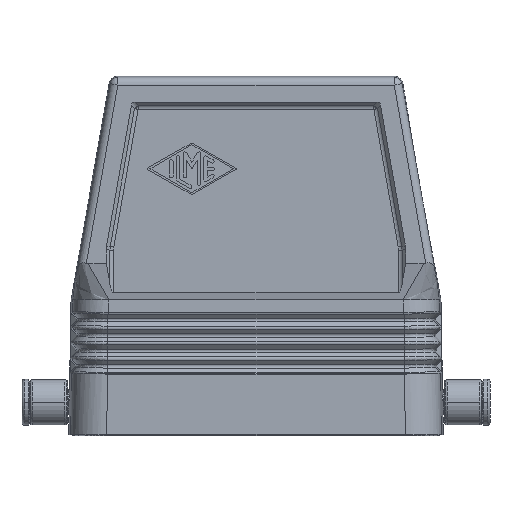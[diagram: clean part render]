
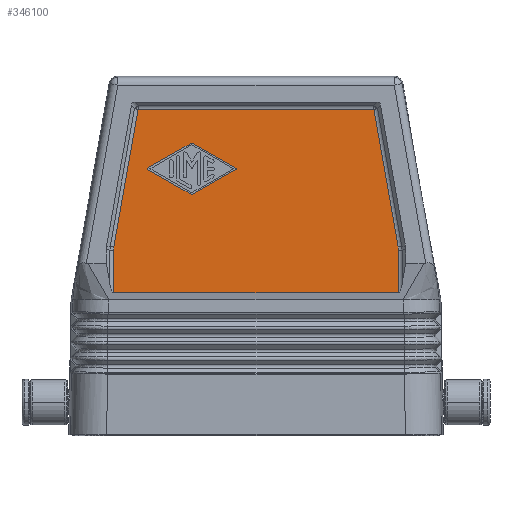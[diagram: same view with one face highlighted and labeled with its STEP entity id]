
A CAD part, left-side view. The second image highlights one B-rep face of the part: STEP entity #346100.
In plain terms, the highlighted planar face has unit normal (-1, 0, 0).
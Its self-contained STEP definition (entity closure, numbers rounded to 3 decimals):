
#344450=CARTESIAN_POINT('',(74.12,54.827,
50.993));
#344460=DIRECTION('',(1.,0.,0.));
#344470=DIRECTION('',(0.,1.,0.));
#344480=AXIS2_PLACEMENT_3D('',#344450,#344460,#344470);
#344490=PLANE('',#344480);
#344500=CARTESIAN_POINT('',(74.12,55.165,
34.229));
#344510=DIRECTION('',(0.,0.,1.));
#344520=VECTOR('',#344510,1.);
#344530=LINE('',#344500,#344520);
#344540=CARTESIAN_POINT('',(74.12,55.165,
27.871));
#344550=VERTEX_POINT('',#344540);
#344560=CARTESIAN_POINT('',(74.12,55.165,
36.155));
#344570=VERTEX_POINT('',#344560);
#344580=EDGE_CURVE('',#344550,#344570,#344530,.T.);
#344590=ORIENTED_EDGE('',*,*,#344580,.F.);
#344600=CARTESIAN_POINT('',(74.12,55.165,
36.155));
#344610=CARTESIAN_POINT('',(74.12,55.165,
36.178));
#344620=CARTESIAN_POINT('',(74.12,55.165,
36.201));
#344630=CARTESIAN_POINT('',(74.12,55.164,
36.233));
#344640=CARTESIAN_POINT('',(74.12,55.164,
36.243));
#344650=CARTESIAN_POINT('',(74.12,55.162,
36.322));
#344660=CARTESIAN_POINT('',(74.12,55.158,
36.392));
#344670=CARTESIAN_POINT('',(74.12,55.152,
36.463));
#344680=CARTESIAN_POINT('',(74.12,55.145,
36.535));
#344690=CARTESIAN_POINT('',(74.12,55.137,
36.607));
#344700=CARTESIAN_POINT('',(74.12,55.125,
36.686));
#344710=CARTESIAN_POINT('',(74.12,55.124,
36.693));
#344720=CARTESIAN_POINT('',(74.12,55.119,
36.723));
#344730=CARTESIAN_POINT('',(74.12,55.115,
36.745));
#344740=CARTESIAN_POINT('',(74.12,55.111,
36.768));
#344750=B_SPLINE_CURVE_WITH_KNOTS('',3,(#344600,#344610,#344620,#344630,
#344640,#344650,#344660,#344670,#344680,#344690,#344700,#344710,#344720,
#344730,#344740),.UNSPECIFIED.,.F.,.F.,(4,2,2,3,2,2,4),(0.,
0.077,0.107,0.339,0.579
,0.602,0.678),.UNSPECIFIED.);
#344760=CARTESIAN_POINT('',(74.12,55.111,
36.768));
#344770=VERTEX_POINT('',#344760);
#344780=EDGE_CURVE('',#344570,#344770,#344750,.T.);
#344790=ORIENTED_EDGE('',*,*,#344780,.F.);
#344800=CARTESIAN_POINT('',(74.12,55.559,
34.229));
#344810=DIRECTION('',(0.,-0.174,0.985));
#344820=VECTOR('',#344810,1.);
#344830=LINE('',#344800,#344820);
#344840=CARTESIAN_POINT('',(74.12,50.387,
63.586));
#344850=VERTEX_POINT('',#344840);
#344860=EDGE_CURVE('',#344770,#344850,#344830,.T.);
#344870=ORIENTED_EDGE('',*,*,#344860,.F.);
#344880=CARTESIAN_POINT('',(74.12,25.163,
63.586));
#344890=DIRECTION('',(0.,1.,0.));
#344900=VECTOR('',#344890,1.);
#344910=LINE('',#344880,#344900);
#344920=CARTESIAN_POINT('',(74.12,4.434,
63.586));
#344930=VERTEX_POINT('',#344920);
#344940=EDGE_CURVE('',#344930,#344850,#344910,.T.);
#344950=ORIENTED_EDGE('',*,*,#344940,.T.);
#344960=CARTESIAN_POINT('',(74.12,-0.738,
34.229));
#344970=DIRECTION('',(0.,0.174,0.985));
#344980=VECTOR('',#344970,1.);
#344990=LINE('',#344960,#344980);
#345000=CARTESIAN_POINT('',(74.12,-0.291,
36.762));
#345010=VERTEX_POINT('',#345000);
#345020=EDGE_CURVE('',#345010,#344930,#344990,.T.);
#345030=ORIENTED_EDGE('',*,*,#345020,.T.);
#345040=CARTESIAN_POINT('',(74.12,-0.291,
36.762));
#345050=CARTESIAN_POINT('',(74.12,-0.295,
36.74));
#345060=CARTESIAN_POINT('',(74.12,-0.299,
36.717));
#345070=CARTESIAN_POINT('',(74.12,-0.304,
36.685));
#345080=CARTESIAN_POINT('',(74.12,-0.306,
36.675));
#345090=CARTESIAN_POINT('',(74.12,-0.317,
36.597));
#345100=CARTESIAN_POINT('',(74.12,-0.325,
36.527));
#345110=CARTESIAN_POINT('',(74.12,-0.332,
36.457));
#345120=CARTESIAN_POINT('',(74.12,-0.338,
36.384));
#345130=CARTESIAN_POINT('',(74.12,-0.342,
36.312));
#345140=CARTESIAN_POINT('',(74.12,-0.344,
36.232));
#345150=CARTESIAN_POINT('',(74.12,-0.344,
36.225));
#345160=CARTESIAN_POINT('',(74.12,-0.345,
36.195));
#345170=CARTESIAN_POINT('',(74.12,-0.345,
36.172));
#345180=CARTESIAN_POINT('',(74.12,-0.345,
36.149));
#345190=B_SPLINE_CURVE_WITH_KNOTS('',3,(#345040,#345050,#345060,#345070,
#345080,#345090,#345100,#345110,#345120,#345130,#345140,#345150,#345160,
#345170,#345180),.UNSPECIFIED.,.F.,.F.,(4,2,2,3,2,2,4),(0.,
0.077,0.107,0.339,0.579
,0.602,0.678),.UNSPECIFIED.);
#345200=CARTESIAN_POINT('',(74.12,-0.345,
36.149));
#345210=VERTEX_POINT('',#345200);
#345220=EDGE_CURVE('',#345010,#345210,#345190,.T.);
#345230=ORIENTED_EDGE('',*,*,#345220,.F.);
#345240=CARTESIAN_POINT('',(74.12,-0.345,
34.229));
#345250=DIRECTION('',(0.,0.,1.));
#345260=VECTOR('',#345250,1.);
#345270=LINE('',#345240,#345260);
#345280=CARTESIAN_POINT('',(74.12,-0.345,
27.871));
#345290=VERTEX_POINT('',#345280);
#345300=EDGE_CURVE('',#345290,#345210,#345270,.T.);
#345310=ORIENTED_EDGE('',*,*,#345300,.T.);
#345320=CARTESIAN_POINT('',(74.12,25.163,
27.871));
#345330=DIRECTION('',(0.,1.,0.));
#345340=VECTOR('',#345330,1.);
#345350=LINE('',#345320,#345340);
#345360=EDGE_CURVE('',#345290,#344550,#345350,.T.);
#345370=ORIENTED_EDGE('',*,*,#345360,.F.);
#345380=EDGE_LOOP('',(#345370,#345310,#345230,#345030,#344950,#344870,
#344790,#344590));
#345390=FACE_OUTER_BOUND('',#345380,.T.);
#345400=CARTESIAN_POINT('',(74.12,31.407,52.));
#345410=DIRECTION('',(-1.,0.,0.));
#345420=DIRECTION('',(0.,-1.,0.));
#345430=AXIS2_PLACEMENT_3D('',#345400,#345410,#345420);
#345440=CIRCLE('',#345430,0.167);
#345450=CARTESIAN_POINT('',(74.12,31.324,
51.855));
#345460=VERTEX_POINT('',#345450);
#345470=CARTESIAN_POINT('',(74.12,31.324,
52.145));
#345480=VERTEX_POINT('',#345470);
#345490=EDGE_CURVE('',#345460,#345480,#345440,.T.);
#345500=ORIENTED_EDGE('',*,*,#345490,.F.);
#345510=CARTESIAN_POINT('',(74.12,25.163,
48.623));
#345520=DIRECTION('',(0.,0.868,0.496));
#345530=VECTOR('',#345520,1.);
#345540=LINE('',#345510,#345530);
#345550=CARTESIAN_POINT('',(74.12,39.74,
56.956));
#345560=VERTEX_POINT('',#345550);
#345570=EDGE_CURVE('',#345480,#345560,#345540,.T.);
#345580=ORIENTED_EDGE('',*,*,#345570,.F.);
#345590=CARTESIAN_POINT('',(74.12,39.906,56.666));
#345600=DIRECTION('',(-1.,0.,0.));
#345610=DIRECTION('',(0.,-1.,0.));
#345620=AXIS2_PLACEMENT_3D('',#345590,#345600,#345610);
#345630=CIRCLE('',#345620,0.333);
#345640=CARTESIAN_POINT('',(74.12,40.071,
56.956));
#345650=VERTEX_POINT('',#345640);
#345660=EDGE_CURVE('',#345560,#345650,#345630,.T.);
#345670=ORIENTED_EDGE('',*,*,#345660,.F.);
#345680=CARTESIAN_POINT('',(74.12,25.163,
65.477));
#345690=DIRECTION('',(0.,0.868,-0.496));
#345700=VECTOR('',#345690,1.);
#345710=LINE('',#345680,#345700);
#345720=CARTESIAN_POINT('',(74.12,48.487,
52.145));
#345730=VERTEX_POINT('',#345720);
#345740=EDGE_CURVE('',#345650,#345730,#345710,.T.);
#345750=ORIENTED_EDGE('',*,*,#345740,.F.);
#345760=CARTESIAN_POINT('',(74.12,48.405,52.));
#345770=DIRECTION('',(-1.,0.,0.));
#345780=DIRECTION('',(0.,-1.,0.));
#345790=AXIS2_PLACEMENT_3D('',#345760,#345770,#345780);
#345800=CIRCLE('',#345790,0.167);
#345810=CARTESIAN_POINT('',(74.12,48.487,
51.855));
#345820=VERTEX_POINT('',#345810);
#345830=EDGE_CURVE('',#345730,#345820,#345800,.T.);
#345840=ORIENTED_EDGE('',*,*,#345830,.F.);
#345850=CARTESIAN_POINT('',(74.12,25.163,
38.523));
#345860=DIRECTION('',(0.,-0.868,-0.496));
#345870=VECTOR('',#345860,1.);
#345880=LINE('',#345850,#345870);
#345890=CARTESIAN_POINT('',(74.12,40.071,
47.044));
#345900=VERTEX_POINT('',#345890);
#345910=EDGE_CURVE('',#345820,#345900,#345880,.T.);
#345920=ORIENTED_EDGE('',*,*,#345910,.F.);
#345930=CARTESIAN_POINT('',(74.12,39.906,47.334));
#345940=DIRECTION('',(-1.,0.,0.));
#345950=DIRECTION('',(0.,-1.,0.));
#345960=AXIS2_PLACEMENT_3D('',#345930,#345940,#345950);
#345970=CIRCLE('',#345960,0.333);
#345980=CARTESIAN_POINT('',(74.12,39.74,
47.044));
#345990=VERTEX_POINT('',#345980);
#346000=EDGE_CURVE('',#345900,#345990,#345970,.T.);
#346010=ORIENTED_EDGE('',*,*,#346000,.F.);
#346020=CARTESIAN_POINT('',(74.12,25.163,
55.377));
#346030=DIRECTION('',(0.,-0.868,0.496));
#346040=VECTOR('',#346030,1.);
#346050=LINE('',#346020,#346040);
#346060=EDGE_CURVE('',#345990,#345460,#346050,.T.);
#346070=ORIENTED_EDGE('',*,*,#346060,.F.);
#346080=EDGE_LOOP('',(#346070,#346010,#345920,#345840,#345750,#345670,
#345580,#345500));
#346090=FACE_BOUND('',#346080,.T.);
#346100=ADVANCED_FACE('',(#345390,#346090),#344490,.F.);
